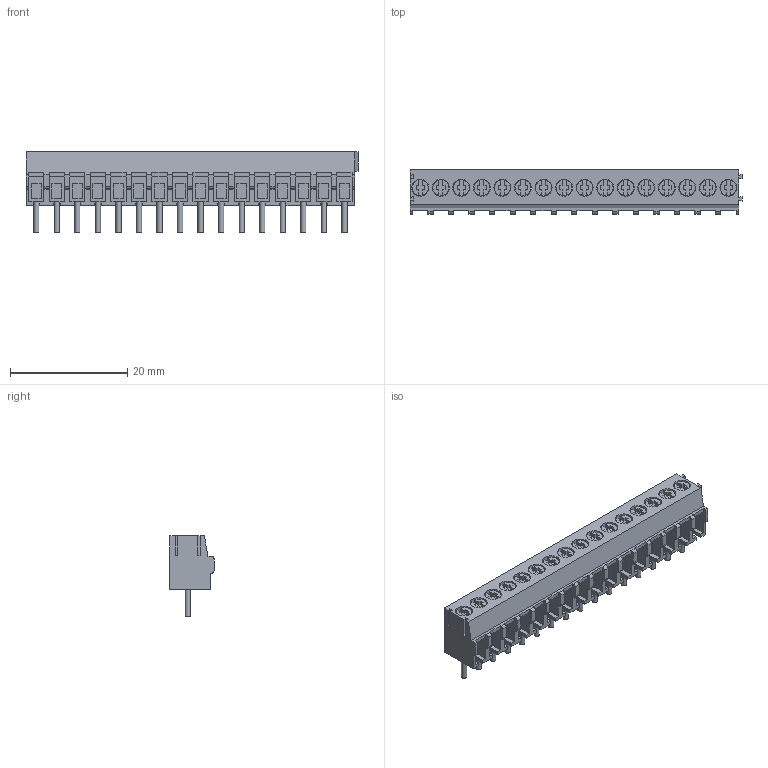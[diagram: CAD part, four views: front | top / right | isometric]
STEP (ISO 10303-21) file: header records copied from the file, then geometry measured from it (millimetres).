
FILE_DESCRIPTION(/* description */ ('model of TerminalBlock_Phoenix_PT-1,5-16-3.5-H_1x16_P3.50mm_Horizontal'),/* implementation_level */ '2;1');
FILE_NAME(/* name */ 'TerminalBlock_Phoenix_PT-1,5-16-3.5-H_1x16_P3.50mm_Horizontal.step',/* time_stamp */ '2020-05-14T18:14:53',/* author */ ('kicad StepUp','ksu'),/* organization */ ('FreeCAD'),/* preprocessor_version */ 'OCC',/* originating_system */ 'kicad StepUp',/* authorisation */ '');
FILE_SCHEMA(('AUTOMOTIVE_DESIGN { 1 0 10303 214 1 1 1 1 }'));
Length unit declared in the file: millimetre
Products named in the file (1): TerminalBlock_Phoenix_PT_15_16_35_H_1x16_P350mm_Horizontal
Bounding box: 56.57 x 7.55 x 13.7 mm (x, y, z)
Volume: 2720.3 mm3; surface area: 4787.3 mm2
Topology: 1 solids, 1 shells, 796 faces, 2142 edges, 1396 vertices
Faces by surface type: plane 682, cylinder 114
Full cylindrical faces by diameter (mm): 0.9 x16, 2.7 x16, 2.9 x16
Entity records: 57971 total; most frequent: CARTESIAN_POINT 9639, DIRECTION 7910, LINE 5154, VECTOR 5154, ORIENTED_EDGE 4284, PCURVE 4284, DEFINITIONAL_REPRESENTATION 4284, EDGE_CURVE 2142
